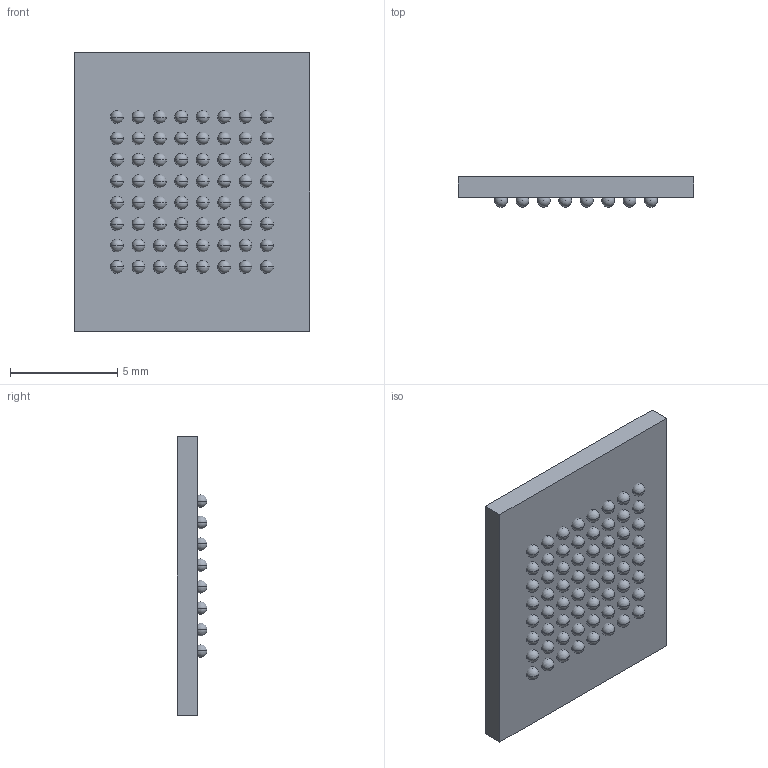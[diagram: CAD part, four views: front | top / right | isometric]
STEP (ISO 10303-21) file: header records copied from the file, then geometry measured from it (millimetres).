
FILE_DESCRIPTION (( 'STEP AP214' ), '1' );
FILE_NAME ('MT28EW256ABA1HPC-0SIT TR.STEP', '2018-10-09T21:22:41', ( '' ), ( '' ), 'SwSTEP 2.0', 'SolidWorks 2017', '' );
FILE_SCHEMA (( 'AUTOMOTIVE_DESIGN' ));
Length unit declared in the file: millimetre
Products named in the file (1): MT28EW256ABA1HPC-0SIT TR
Bounding box: 11 x 1.4 x 13 mm (x, y, z)
Volume: 144.5 mm3; surface area: 407.4 mm2
Topology: 66 solids, 66 shells, 141 faces, 472 edges, 336 vertices
Faces by surface type: sphere 128, plane 9, cylinder 4
Entity records: 4913 total; most frequent: DIRECTION 572, CARTESIAN_POINT 438, ORIENTED_EDGE 304, AXIS2_PLACEMENT_3D 278, UNCERTAINTY_MEASURE_WITH_UNIT 196, COLOUR_RGB 195, FILL_AREA_STYLE_COLOUR 195, SURFACE_SIDE_STYLE 195
